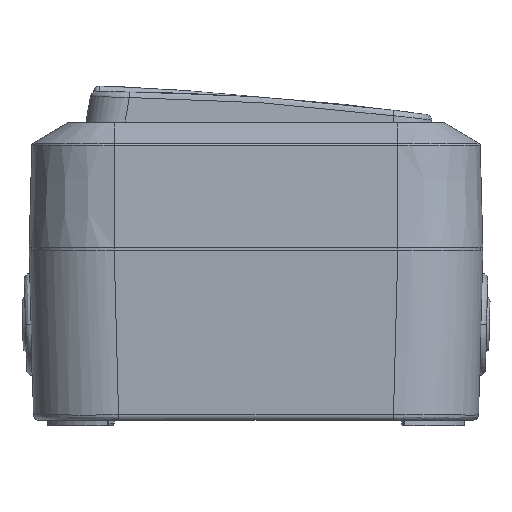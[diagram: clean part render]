
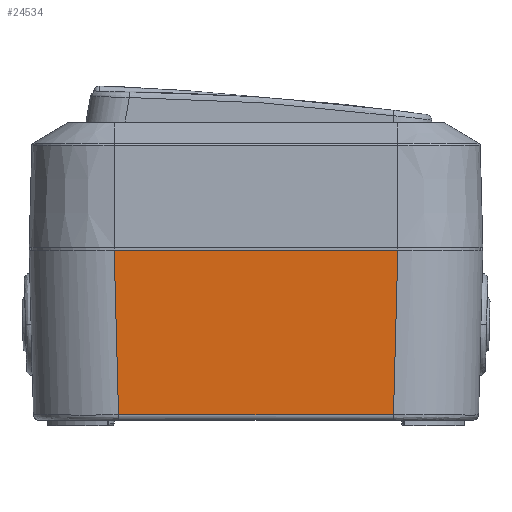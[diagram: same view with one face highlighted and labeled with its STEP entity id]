
A CAD part, left-side view. The second image highlights one B-rep face of the part: STEP entity #24534.
In plain terms, the highlighted planar face has unit normal (-1, 0, -0.026).
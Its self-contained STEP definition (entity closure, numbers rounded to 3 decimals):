
#1217 = LINE ( 'NONE', #1866, #15802 ) ;
#1489 = CARTESIAN_POINT ( 'NONE',  ( -33.439, 24.484, -14.926 ) ) ;
#1866 = CARTESIAN_POINT ( 'NONE',  ( -34.199, 25.244, 14.1 ) ) ;
#6777 = VECTOR ( 'NONE', #54170, 1000. ) ;
#9546 = ORIENTED_EDGE ( 'NONE', *, *, #46401, .T. ) ;
#12061 = DIRECTION ( 'NONE',  ( 0.026, -0.026, -0.999 ) ) ;
#12525 = CARTESIAN_POINT ( 'NONE',  ( -33.439, -24.006, -14.926 ) ) ;
#12863 = VERTEX_POINT ( 'NONE', #66489 ) ;
#14229 = EDGE_LOOP ( 'NONE', ( #24202, #45131, #44804, #9546 ) ) ;
#15802 = VECTOR ( 'NONE', #12061, 1000. ) ;
#16751 = VERTEX_POINT ( 'NONE', #1489 ) ;
#21335 = CARTESIAN_POINT ( 'NONE',  ( -34.199, -24.766, 14.1 ) ) ;
#21378 = EDGE_CURVE ( 'NONE', #12863, #16751, #45706, .T. ) ;
#24202 = ORIENTED_EDGE ( 'NONE', *, *, #21378, .F. ) ;
#24278 = DIRECTION ( 'NONE',  ( -1., 0., -0.026 ) ) ;
#24534 = ADVANCED_FACE ( 'NONE', ( #35787 ), #35123, .T. ) ;
#28048 = VECTOR ( 'NONE', #46983, 1000. ) ;
#28707 = VERTEX_POINT ( 'NONE', #21335 ) ;
#30819 = CARTESIAN_POINT ( 'NONE',  ( -33.439, -24.006, -14.926 ) ) ;
#33974 = VERTEX_POINT ( 'NONE', #58672 ) ;
#35123 = PLANE ( 'NONE',  #47989 ) ;
#35787 = FACE_OUTER_BOUND ( 'NONE', #14229, .T. ) ;
#40175 = DIRECTION ( 'NONE',  ( -0.026, 0., 1. ) ) ;
#40518 = CARTESIAN_POINT ( 'NONE',  ( -34.199, -39.761, 14.1 ) ) ;
#40558 = EDGE_CURVE ( 'NONE', #12863, #28707, #44026, .T. ) ;
#44026 = LINE ( 'NONE', #12525, #6777 ) ;
#44804 = ORIENTED_EDGE ( 'NONE', *, *, #60816, .F. ) ;
#45131 = ORIENTED_EDGE ( 'NONE', *, *, #40558, .T. ) ;
#45706 = LINE ( 'NONE', #30819, #61806 ) ;
#46401 = EDGE_CURVE ( 'NONE', #33974, #16751, #1217, .T. ) ;
#46983 = DIRECTION ( 'NONE',  ( 0., -1., 0. ) ) ;
#47323 = LINE ( 'NONE', #57806, #28048 ) ;
#47989 = AXIS2_PLACEMENT_3D ( 'NONE', #40518, #24278, #40175 ) ;
#54170 = DIRECTION ( 'NONE',  ( -0.026, -0.026, 0.999 ) ) ;
#56543 = DIRECTION ( 'NONE',  ( 0., 1., 0. ) ) ;
#57806 = CARTESIAN_POINT ( 'NONE',  ( -34.199, 25.244, 14.1 ) ) ;
#58672 = CARTESIAN_POINT ( 'NONE',  ( -34.199, 25.244, 14.1 ) ) ;
#60816 = EDGE_CURVE ( 'NONE', #33974, #28707, #47323, .T. ) ;
#61806 = VECTOR ( 'NONE', #56543, 1000. ) ;
#66489 = CARTESIAN_POINT ( 'NONE',  ( -33.439, -24.006, -14.926 ) ) ;
